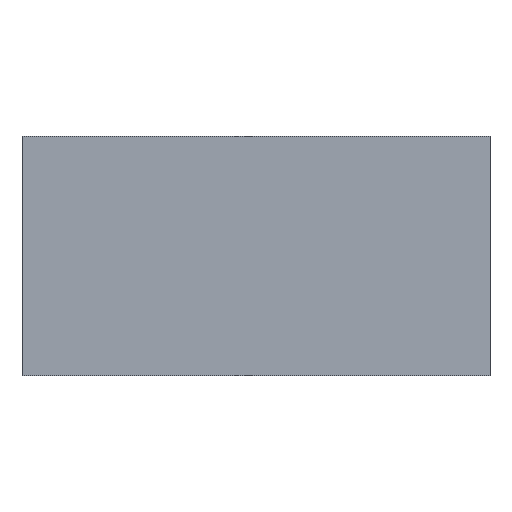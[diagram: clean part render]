
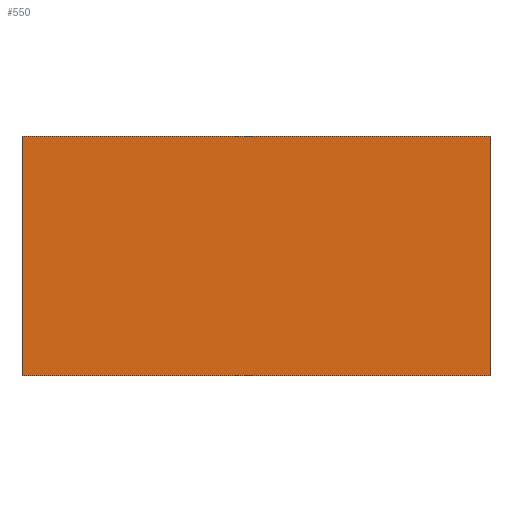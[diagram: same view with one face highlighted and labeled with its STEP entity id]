
A CAD part, left-side view. The second image highlights one B-rep face of the part: STEP entity #550.
In plain terms, the highlighted planar face has unit normal (-1, 0, 0).
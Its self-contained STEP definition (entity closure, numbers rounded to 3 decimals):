
#342 = VERTEX_POINT('',#343);
#343 = CARTESIAN_POINT('',(48.165,21.7,-16.585));
#349 = EDGE_CURVE('',#350,#342,#352,.T.);
#350 = VERTEX_POINT('',#351);
#351 = CARTESIAN_POINT('',(48.165,21.7,-28.185));
#352 = LINE('',#353,#354);
#353 = CARTESIAN_POINT('',(48.165,21.7,-13.235));
#354 = VECTOR('',#355,1.);
#355 = DIRECTION('',(0.,0.,1.));
#373 = VERTEX_POINT('',#374);
#374 = CARTESIAN_POINT('',(48.165,-1.001,-16.585));
#380 = EDGE_CURVE('',#342,#373,#381,.T.);
#381 = LINE('',#382,#383);
#382 = CARTESIAN_POINT('',(48.165,10.35,-16.585));
#383 = VECTOR('',#384,1.);
#384 = DIRECTION('',(0.,-1.,0.));
#397 = EDGE_CURVE('',#398,#350,#400,.T.);
#398 = VERTEX_POINT('',#399);
#399 = CARTESIAN_POINT('',(48.165,-1.001,-28.185));
#400 = LINE('',#401,#402);
#401 = CARTESIAN_POINT('',(48.165,21.7,-28.185));
#402 = VECTOR('',#403,1.);
#403 = DIRECTION('',(0.,1.,0.));
#421 = EDGE_CURVE('',#373,#398,#422,.T.);
#422 = LINE('',#423,#424);
#423 = CARTESIAN_POINT('',(48.165,-1.001,-19.035));
#424 = VECTOR('',#425,1.);
#425 = DIRECTION('',(0.,0.,-1.));
#550 = ADVANCED_FACE('',(#551),#557,.F.);
#551 = FACE_BOUND('',#552,.F.);
#552 = EDGE_LOOP('',(#553,#554,#555,#556));
#553 = ORIENTED_EDGE('',*,*,#397,.T.);
#554 = ORIENTED_EDGE('',*,*,#349,.T.);
#555 = ORIENTED_EDGE('',*,*,#380,.T.);
#556 = ORIENTED_EDGE('',*,*,#421,.T.);
#557 = PLANE('',#558);
#558 = AXIS2_PLACEMENT_3D('',#559,#560,#561);
#559 = CARTESIAN_POINT('',(48.165,21.7,-9.885));
#560 = DIRECTION('',(1.,0.,0.));
#561 = DIRECTION('',(0.,0.,-1.));
